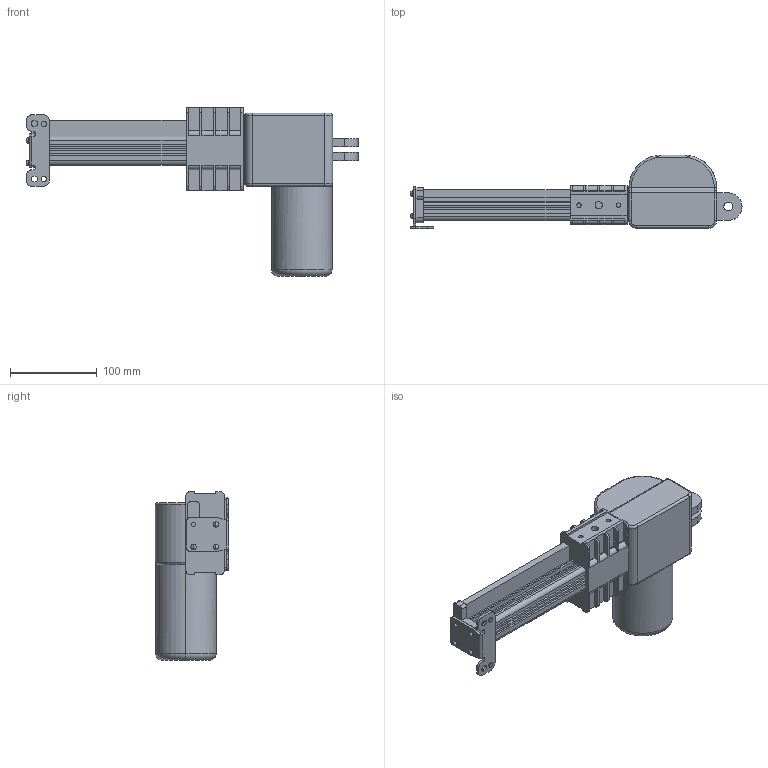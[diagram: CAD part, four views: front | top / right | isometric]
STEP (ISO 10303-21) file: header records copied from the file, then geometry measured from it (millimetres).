
FILE_DESCRIPTION (( 'STEP AP214' ), '1' );
FILE_NAME ('PA-18-6.STEP', '2017-05-02T17:28:28', ( '' ), ( '' ), 'SwSTEP 2.0', 'SolidWorks 2017', '' );
FILE_SCHEMA (( 'AUTOMOTIVE_DESIGN' ));
Length unit declared in the file: inch
Products named in the file (1): PA-18-6
Bounding box: 383.41 x 85.29 x 194.82 mm (x, y, z)
Volume: 1421805.3 mm3; surface area: 190023.7 mm2
Topology: 3 solids, 4 shells, 440 faces, 1217 edges, 792 vertices
Faces by surface type: plane 266, cylinder 142, torus 18, bspline 8, sphere 6
Entity records: 19855 total; most frequent: CARTESIAN_POINT 2753, ORIENTED_EDGE 2402, DIRECTION 2368, EDGE_CURVE 1201, LINE 856, VECTOR 856, VERTEX_POINT 786, AXIS2_PLACEMENT_3D 756
